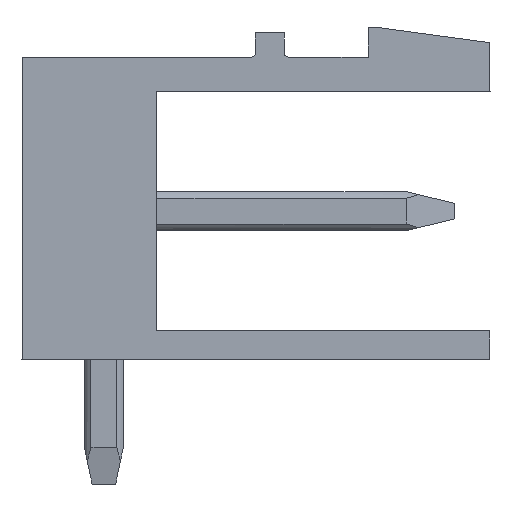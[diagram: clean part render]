
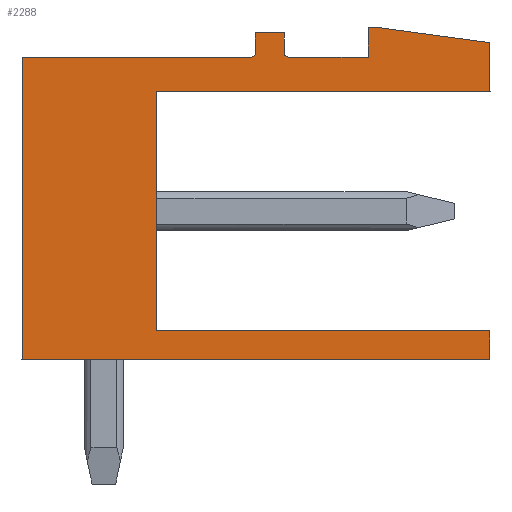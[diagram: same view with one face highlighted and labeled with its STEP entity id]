
A CAD part, left-side view. The second image highlights one B-rep face of the part: STEP entity #2288.
In plain terms, the highlighted planar face has unit normal (-1, 0, 0).
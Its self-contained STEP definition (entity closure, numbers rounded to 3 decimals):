
#1167=AXIS2_PLACEMENT_3D('Circle Axis2P3D',#1165,#1166,$) ;
#1291=AXIS2_PLACEMENT_3D('Circle Axis2P3D',#1289,#1290,$) ;
#2267=AXIS2_PLACEMENT_3D('Plane Axis2P3D',#2264,#2265,#2266) ;
#49=CARTESIAN_POINT('Vertex',(0.,8.55,3.93)) ;
#52=CARTESIAN_POINT('Line Origine',(0.,4.275,3.93)) ;
#56=CARTESIAN_POINT('Vertex',(0.,0.,3.93)) ;
#87=CARTESIAN_POINT('Vertex',(0.,8.55,10.06)) ;
#90=CARTESIAN_POINT('Line Origine',(0.,8.55,6.995)) ;
#976=CARTESIAN_POINT('Vertex',(0.,0.,10.06)) ;
#979=CARTESIAN_POINT('Line Origine',(0.,4.275,10.06)) ;
#1007=CARTESIAN_POINT('Vertex',(0.,0.,11.32)) ;
#1010=CARTESIAN_POINT('Line Origine',(0.,0.,10.69)) ;
#1038=CARTESIAN_POINT('Vertex',(0.,2.8,11.7)) ;
#1041=CARTESIAN_POINT('Line Origine',(0.,1.4,11.51)) ;
#1069=CARTESIAN_POINT('Vertex',(0.,3.12,11.7)) ;
#1072=CARTESIAN_POINT('Line Origine',(0.,2.96,11.7)) ;
#1100=CARTESIAN_POINT('Vertex',(0.,3.12,10.95)) ;
#1103=CARTESIAN_POINT('Line Origine',(0.,3.12,11.325)) ;
#1131=CARTESIAN_POINT('Vertex',(0.,5.17,10.95)) ;
#1134=CARTESIAN_POINT('Line Origine',(0.,4.145,10.95)) ;
#1162=CARTESIAN_POINT('Vertex',(0.,5.27,11.05)) ;
#1165=CARTESIAN_POINT('Axis2P3D Location',(0.,5.17,11.05)) ;
#1193=CARTESIAN_POINT('Vertex',(0.,5.27,11.57)) ;
#1196=CARTESIAN_POINT('Line Origine',(0.,5.27,11.31)) ;
#1224=CARTESIAN_POINT('Vertex',(0.,6.02,11.57)) ;
#1227=CARTESIAN_POINT('Line Origine',(0.,5.645,11.57)) ;
#1255=CARTESIAN_POINT('Vertex',(0.,6.02,11.05)) ;
#1258=CARTESIAN_POINT('Line Origine',(0.,6.02,11.31)) ;
#1286=CARTESIAN_POINT('Vertex',(0.,6.12,10.95)) ;
#1289=CARTESIAN_POINT('Axis2P3D Location',(0.,6.12,11.05)) ;
#1312=CARTESIAN_POINT('Vertex',(0.,12.,10.95)) ;
#1315=CARTESIAN_POINT('Line Origine',(0.,9.06,10.95)) ;
#1343=CARTESIAN_POINT('Vertex',(0.,12.,3.2)) ;
#1346=CARTESIAN_POINT('Line Origine',(0.,12.,7.075)) ;
#1374=CARTESIAN_POINT('Vertex',(0.,0.,3.2)) ;
#1377=CARTESIAN_POINT('Line Origine',(0.,6.,3.2)) ;
#2252=CARTESIAN_POINT('Line Origine',(0.,0.,3.565)) ;
#2264=CARTESIAN_POINT('Axis2P3D Location',(0.,0.,0.)) ;
#53=DIRECTION('Vector Direction',(0.,1.,0.)) ;
#91=DIRECTION('Vector Direction',(0.,0.,-1.)) ;
#980=DIRECTION('Vector Direction',(0.,-1.,0.)) ;
#1011=DIRECTION('Vector Direction',(0.,0.,1.)) ;
#1042=DIRECTION('Vector Direction',(0.,0.991,0.134)) ;
#1073=DIRECTION('Vector Direction',(0.,1.,0.)) ;
#1104=DIRECTION('Vector Direction',(0.,0.,-1.)) ;
#1135=DIRECTION('Vector Direction',(0.,1.,0.)) ;
#1166=DIRECTION('Axis2P3D Direction',(-1.,0.,0.)) ;
#1197=DIRECTION('Vector Direction',(0.,0.,1.)) ;
#1228=DIRECTION('Vector Direction',(0.,1.,0.)) ;
#1259=DIRECTION('Vector Direction',(0.,0.,-1.)) ;
#1290=DIRECTION('Axis2P3D Direction',(-1.,0.,0.)) ;
#1316=DIRECTION('Vector Direction',(0.,1.,0.)) ;
#1347=DIRECTION('Vector Direction',(0.,0.,-1.)) ;
#1378=DIRECTION('Vector Direction',(0.,1.,0.)) ;
#2253=DIRECTION('Vector Direction',(0.,0.,-1.)) ;
#2265=DIRECTION('Axis2P3D Direction',(-1.,0.,0.)) ;
#2266=DIRECTION('Axis2P3D XDirection',(0.,0.,1.)) ;
#54=VECTOR('Line Direction',#53,1.) ;
#92=VECTOR('Line Direction',#91,1.) ;
#981=VECTOR('Line Direction',#980,1.) ;
#1012=VECTOR('Line Direction',#1011,1.) ;
#1043=VECTOR('Line Direction',#1042,1.) ;
#1074=VECTOR('Line Direction',#1073,1.) ;
#1105=VECTOR('Line Direction',#1104,1.) ;
#1136=VECTOR('Line Direction',#1135,1.) ;
#1198=VECTOR('Line Direction',#1197,1.) ;
#1229=VECTOR('Line Direction',#1228,1.) ;
#1260=VECTOR('Line Direction',#1259,1.) ;
#1317=VECTOR('Line Direction',#1316,1.) ;
#1348=VECTOR('Line Direction',#1347,1.) ;
#1379=VECTOR('Line Direction',#1378,1.) ;
#2254=VECTOR('Line Direction',#2253,1.) ;
#2270=ORIENTED_EDGE('',*,*,#58,.T.) ;
#2271=ORIENTED_EDGE('',*,*,#94,.T.) ;
#2272=ORIENTED_EDGE('',*,*,#983,.T.) ;
#2273=ORIENTED_EDGE('',*,*,#1014,.T.) ;
#2274=ORIENTED_EDGE('',*,*,#1045,.T.) ;
#2275=ORIENTED_EDGE('',*,*,#1076,.T.) ;
#2276=ORIENTED_EDGE('',*,*,#1107,.T.) ;
#2277=ORIENTED_EDGE('',*,*,#1138,.T.) ;
#2278=ORIENTED_EDGE('',*,*,#1169,.T.) ;
#2279=ORIENTED_EDGE('',*,*,#1200,.T.) ;
#2280=ORIENTED_EDGE('',*,*,#1231,.T.) ;
#2281=ORIENTED_EDGE('',*,*,#1262,.T.) ;
#2282=ORIENTED_EDGE('',*,*,#1293,.T.) ;
#2283=ORIENTED_EDGE('',*,*,#1319,.T.) ;
#2284=ORIENTED_EDGE('',*,*,#1350,.T.) ;
#2285=ORIENTED_EDGE('',*,*,#1381,.T.) ;
#2286=ORIENTED_EDGE('',*,*,#2256,.T.) ;
#2288=ADVANCED_FACE('Housing',(#2287),#2268,.T.) ;
#1168=CIRCLE('generated circle',#1167,0.1) ;
#1292=CIRCLE('generated circle',#1291,0.1) ;
#58=EDGE_CURVE('',#57,#50,#55,.T.) ;
#94=EDGE_CURVE('',#50,#88,#93,.F.) ;
#983=EDGE_CURVE('',#88,#977,#982,.T.) ;
#1014=EDGE_CURVE('',#977,#1008,#1013,.T.) ;
#1045=EDGE_CURVE('',#1008,#1039,#1044,.T.) ;
#1076=EDGE_CURVE('',#1039,#1070,#1075,.T.) ;
#1107=EDGE_CURVE('',#1070,#1101,#1106,.T.) ;
#1138=EDGE_CURVE('',#1101,#1132,#1137,.T.) ;
#1169=EDGE_CURVE('',#1132,#1163,#1168,.F.) ;
#1200=EDGE_CURVE('',#1163,#1194,#1199,.T.) ;
#1231=EDGE_CURVE('',#1194,#1225,#1230,.T.) ;
#1262=EDGE_CURVE('',#1225,#1256,#1261,.T.) ;
#1293=EDGE_CURVE('',#1256,#1287,#1292,.F.) ;
#1319=EDGE_CURVE('',#1287,#1313,#1318,.T.) ;
#1350=EDGE_CURVE('',#1313,#1344,#1349,.T.) ;
#1381=EDGE_CURVE('',#1344,#1375,#1380,.F.) ;
#2256=EDGE_CURVE('',#1375,#57,#2255,.F.) ;
#2269=EDGE_LOOP('',(#2270,#2271,#2272,#2273,#2274,#2275,#2276,#2277,#2278,#2279,#2280,#2281,#2282,#2283,#2284,#2285,#2286)) ;
#2287=FACE_OUTER_BOUND('',#2269,.T.) ;
#55=LINE('Line',#52,#54) ;
#93=LINE('Line',#90,#92) ;
#982=LINE('Line',#979,#981) ;
#1013=LINE('Line',#1010,#1012) ;
#1044=LINE('Line',#1041,#1043) ;
#1075=LINE('Line',#1072,#1074) ;
#1106=LINE('Line',#1103,#1105) ;
#1137=LINE('Line',#1134,#1136) ;
#1199=LINE('Line',#1196,#1198) ;
#1230=LINE('Line',#1227,#1229) ;
#1261=LINE('Line',#1258,#1260) ;
#1318=LINE('Line',#1315,#1317) ;
#1349=LINE('Line',#1346,#1348) ;
#1380=LINE('Line',#1377,#1379) ;
#2255=LINE('Line',#2252,#2254) ;
#2268=PLANE('',#2267) ;
#50=VERTEX_POINT('',#49) ;
#57=VERTEX_POINT('',#56) ;
#88=VERTEX_POINT('',#87) ;
#977=VERTEX_POINT('',#976) ;
#1008=VERTEX_POINT('',#1007) ;
#1039=VERTEX_POINT('',#1038) ;
#1070=VERTEX_POINT('',#1069) ;
#1101=VERTEX_POINT('',#1100) ;
#1132=VERTEX_POINT('',#1131) ;
#1163=VERTEX_POINT('',#1162) ;
#1194=VERTEX_POINT('',#1193) ;
#1225=VERTEX_POINT('',#1224) ;
#1256=VERTEX_POINT('',#1255) ;
#1287=VERTEX_POINT('',#1286) ;
#1313=VERTEX_POINT('',#1312) ;
#1344=VERTEX_POINT('',#1343) ;
#1375=VERTEX_POINT('',#1374) ;
